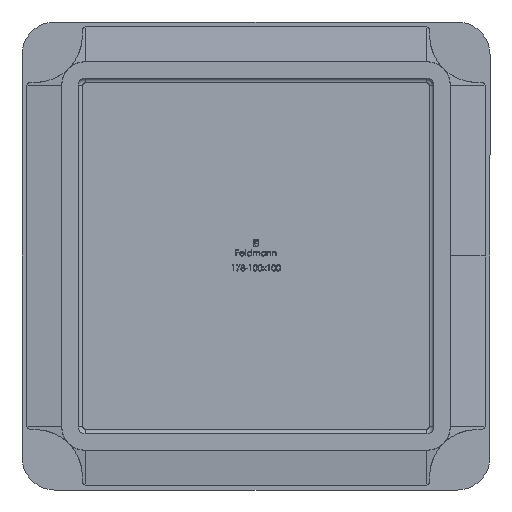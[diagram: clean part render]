
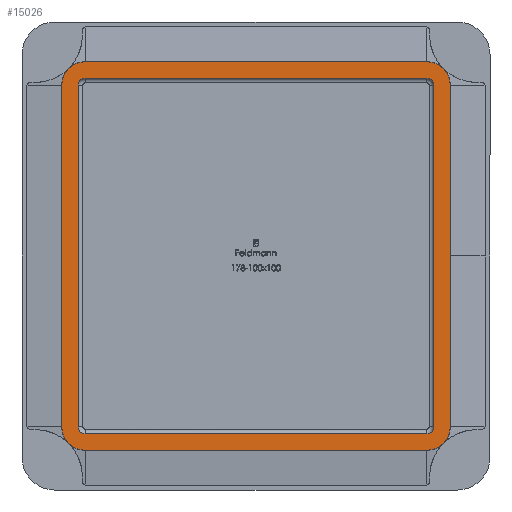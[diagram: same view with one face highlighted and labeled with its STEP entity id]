
A CAD part, front view. The second image highlights one B-rep face of the part: STEP entity #15026.
In plain terms, the highlighted planar face has unit normal (0, -1, 0).
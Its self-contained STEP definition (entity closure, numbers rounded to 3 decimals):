
#1 = LINE ( 'NONE', #11640, #21055 ) ;
#182 = DIRECTION ( 'NONE',  ( -1., 0., 0. ) ) ;
#362 = DIRECTION ( 'NONE',  ( 1., 0., 0. ) ) ;
#398 = AXIS2_PLACEMENT_3D ( 'NONE', #6346, #17958, #13027 ) ;
#602 = ORIENTED_EDGE ( 'NONE', *, *, #18896, .F. ) ;
#952 = EDGE_CURVE ( 'NONE', #10947, #3229, #15611, .T. ) ;
#996 = FACE_BOUND ( 'NONE', #17959, .T. ) ;
#1212 = CARTESIAN_POINT ( 'NONE',  ( -36.5, -24., 36.5 ) ) ;
#1254 = ORIENTED_EDGE ( 'NONE', *, *, #10908, .F. ) ;
#1307 = CIRCLE ( 'NONE', #18297, 5. ) ;
#1309 = EDGE_CURVE ( 'NONE', #7951, #6108, #1, .T. ) ;
#1859 = DIRECTION ( 'NONE',  ( 1., 0., 0. ) ) ;
#2112 = ORIENTED_EDGE ( 'NONE', *, *, #7993, .T. ) ;
#2187 = DIRECTION ( 'NONE',  ( 0., 0., 1. ) ) ;
#2280 = CARTESIAN_POINT ( 'NONE',  ( 38., -24., 36.5 ) ) ;
#2346 = VECTOR ( 'NONE', #11820, 1000. ) ;
#2365 = CARTESIAN_POINT ( 'NONE',  ( -38., -24., -36.5 ) ) ;
#2480 = VERTEX_POINT ( 'NONE', #20044 ) ;
#2594 = CARTESIAN_POINT ( 'NONE',  ( 36.5, -24., 38. ) ) ;
#2743 = CIRCLE ( 'NONE', #3916, 1.5 ) ;
#3129 = VECTOR ( 'NONE', #1859, 1000. ) ;
#3172 = ORIENTED_EDGE ( 'NONE', *, *, #5044, .F. ) ;
#3229 = VERTEX_POINT ( 'NONE', #2365 ) ;
#3328 = CIRCLE ( 'NONE', #5290, 5. ) ;
#3700 = DIRECTION ( 'NONE',  ( 0., -1., 0. ) ) ;
#3916 = AXIS2_PLACEMENT_3D ( 'NONE', #13944, #3700, #15528 ) ;
#4450 = LINE ( 'NONE', #21551, #3129 ) ;
#4453 = ORIENTED_EDGE ( 'NONE', *, *, #4950, .T. ) ;
#4460 = CARTESIAN_POINT ( 'NONE',  ( -36.5, -24., 41.5 ) ) ;
#4786 = EDGE_CURVE ( 'NONE', #6476, #10278, #16462, .T. ) ;
#4950 = EDGE_CURVE ( 'NONE', #2480, #17747, #10972, .T. ) ;
#5044 = EDGE_CURVE ( 'NONE', #20539, #6476, #7619, .T. ) ;
#5089 = CARTESIAN_POINT ( 'NONE',  ( -36.5, -24., -41.5 ) ) ;
#5290 = AXIS2_PLACEMENT_3D ( 'NONE', #6142, #12824, #6203 ) ;
#5642 = CARTESIAN_POINT ( 'NONE',  ( -36.5, -24., -41.5 ) ) ;
#5738 = ORIENTED_EDGE ( 'NONE', *, *, #1309, .F. ) ;
#5752 = DIRECTION ( 'NONE',  ( 0., -1., 0. ) ) ;
#5984 = EDGE_CURVE ( 'NONE', #9655, #20525, #10436, .T. ) ;
#6108 = VERTEX_POINT ( 'NONE', #19250 ) ;
#6120 = LINE ( 'NONE', #5089, #16507 ) ;
#6142 = CARTESIAN_POINT ( 'NONE',  ( 36.5, -24., -36.5 ) ) ;
#6203 = DIRECTION ( 'NONE',  ( 0., 0., -1. ) ) ;
#6317 = CARTESIAN_POINT ( 'NONE',  ( 38., -24., 36.5 ) ) ;
#6346 = CARTESIAN_POINT ( 'NONE',  ( 36.5, -24., -36.5 ) ) ;
#6476 = VERTEX_POINT ( 'NONE', #8599 ) ;
#7257 = AXIS2_PLACEMENT_3D ( 'NONE', #15765, #15551, #17231 ) ;
#7263 = ORIENTED_EDGE ( 'NONE', *, *, #9115, .F. ) ;
#7443 = DIRECTION ( 'NONE',  ( 0., 0., 1. ) ) ;
#7619 = CIRCLE ( 'NONE', #398, 1.5 ) ;
#7923 = CARTESIAN_POINT ( 'NONE',  ( -41.5, -24., 36.5 ) ) ;
#7951 = VERTEX_POINT ( 'NONE', #2594 ) ;
#7993 = EDGE_CURVE ( 'NONE', #9701, #10547, #19758, .T. ) ;
#8069 = ORIENTED_EDGE ( 'NONE', *, *, #16740, .T. ) ;
#8173 = CARTESIAN_POINT ( 'NONE',  ( 41.5, -24., 36.5 ) ) ;
#8408 = VECTOR ( 'NONE', #12233, 1000. ) ;
#8599 = CARTESIAN_POINT ( 'NONE',  ( 38., -24., -36.5 ) ) ;
#8832 = CARTESIAN_POINT ( 'NONE',  ( 41.5, -24., 36.5 ) ) ;
#9115 = EDGE_CURVE ( 'NONE', #9176, #20539, #4450, .T. ) ;
#9176 = VERTEX_POINT ( 'NONE', #13365 ) ;
#9387 = EDGE_CURVE ( 'NONE', #20525, #2480, #1307, .T. ) ;
#9655 = VERTEX_POINT ( 'NONE', #13842 ) ;
#9667 = VECTOR ( 'NONE', #12104, 1000. ) ;
#9697 = CARTESIAN_POINT ( 'NONE',  ( -41.5, -24., 36.5 ) ) ;
#9701 = VERTEX_POINT ( 'NONE', #15505 ) ;
#9760 = AXIS2_PLACEMENT_3D ( 'NONE', #17084, #20423, #2187 ) ;
#9905 = CARTESIAN_POINT ( 'NONE',  ( 36.5, -24., -38. ) ) ;
#10278 = VERTEX_POINT ( 'NONE', #6317 ) ;
#10331 = EDGE_CURVE ( 'NONE', #12077, #9701, #10368, .T. ) ;
#10368 = LINE ( 'NONE', #7923, #21027 ) ;
#10436 = LINE ( 'NONE', #8832, #9667 ) ;
#10547 = VERTEX_POINT ( 'NONE', #5642 ) ;
#10632 = AXIS2_PLACEMENT_3D ( 'NONE', #1212, #17696, #20972 ) ;
#10869 = FACE_OUTER_BOUND ( 'NONE', #15577, .T. ) ;
#10908 = EDGE_CURVE ( 'NONE', #3229, #9176, #18675, .T. ) ;
#10947 = VERTEX_POINT ( 'NONE', #12516 ) ;
#10972 = LINE ( 'NONE', #4460, #19074 ) ;
#11197 = CARTESIAN_POINT ( 'NONE',  ( 36.5, -24., 36.5 ) ) ;
#11640 = CARTESIAN_POINT ( 'NONE',  ( -36.5, -24., 38. ) ) ;
#11820 = DIRECTION ( 'NONE',  ( 0., 0., -1. ) ) ;
#11886 = EDGE_CURVE ( 'NONE', #17747, #12077, #14251, .T. ) ;
#11975 = ORIENTED_EDGE ( 'NONE', *, *, #10331, .T. ) ;
#12077 = VERTEX_POINT ( 'NONE', #9697 ) ;
#12104 = DIRECTION ( 'NONE',  ( 0., 0., 1. ) ) ;
#12176 = AXIS2_PLACEMENT_3D ( 'NONE', #20941, #5752, #7443 ) ;
#12233 = DIRECTION ( 'NONE',  ( 0., 0., 1. ) ) ;
#12516 = CARTESIAN_POINT ( 'NONE',  ( -38., -24., 36.5 ) ) ;
#12824 = DIRECTION ( 'NONE',  ( 0., -1., 0. ) ) ;
#12957 = ORIENTED_EDGE ( 'NONE', *, *, #4786, .F. ) ;
#13027 = DIRECTION ( 'NONE',  ( 0., 0., -1. ) ) ;
#13365 = CARTESIAN_POINT ( 'NONE',  ( -36.5, -24., -38. ) ) ;
#13842 = CARTESIAN_POINT ( 'NONE',  ( 41.5, -24., -36.5 ) ) ;
#13944 = CARTESIAN_POINT ( 'NONE',  ( -36.5, -24., 36.5 ) ) ;
#13984 = ORIENTED_EDGE ( 'NONE', *, *, #5984, .T. ) ;
#14251 = CIRCLE ( 'NONE', #10632, 5. ) ;
#14279 = CARTESIAN_POINT ( 'NONE',  ( 36.5, -24., -41.5 ) ) ;
#14289 = DIRECTION ( 'NONE',  ( 0., -1., 0. ) ) ;
#14433 = DIRECTION ( 'NONE',  ( 0., 0., 1. ) ) ;
#14936 = CARTESIAN_POINT ( 'NONE',  ( -36.5, -24., 41.5 ) ) ;
#15026 = ADVANCED_FACE ( 'NONE', ( #10869, #996 ), #16637, .T. ) ;
#15505 = CARTESIAN_POINT ( 'NONE',  ( -41.5, -24., -36.5 ) ) ;
#15528 = DIRECTION ( 'NONE',  ( 0., 0., 1. ) ) ;
#15551 = DIRECTION ( 'NONE',  ( 0., -1., 0. ) ) ;
#15577 = EDGE_LOOP ( 'NONE', ( #8069, #13984, #19996, #4453, #16963, #11975, #2112, #21456 ) ) ;
#15611 = LINE ( 'NONE', #20173, #2346 ) ;
#15620 = ORIENTED_EDGE ( 'NONE', *, *, #18551, .F. ) ;
#15765 = CARTESIAN_POINT ( 'NONE',  ( 36.5, -24., 36.5 ) ) ;
#16234 = CIRCLE ( 'NONE', #7257, 1.5 ) ;
#16462 = LINE ( 'NONE', #2280, #8408 ) ;
#16507 = VECTOR ( 'NONE', #362, 1000. ) ;
#16637 = PLANE ( 'NONE',  #19992 ) ;
#16740 = EDGE_CURVE ( 'NONE', #18232, #9655, #3328, .T. ) ;
#16792 = CARTESIAN_POINT ( 'NONE',  ( 36.5, -24., -36.5 ) ) ;
#16963 = ORIENTED_EDGE ( 'NONE', *, *, #11886, .T. ) ;
#17084 = CARTESIAN_POINT ( 'NONE',  ( -36.5, -24., -36.5 ) ) ;
#17231 = DIRECTION ( 'NONE',  ( 0., 0., 1. ) ) ;
#17696 = DIRECTION ( 'NONE',  ( 0., -1., 0. ) ) ;
#17747 = VERTEX_POINT ( 'NONE', #14936 ) ;
#17886 = DIRECTION ( 'NONE',  ( -1., 0., 0. ) ) ;
#17958 = DIRECTION ( 'NONE',  ( 0., -1., 0. ) ) ;
#17959 = EDGE_LOOP ( 'NONE', ( #18368, #602, #5738, #15620, #12957, #3172, #7263, #1254 ) ) ;
#18232 = VERTEX_POINT ( 'NONE', #14279 ) ;
#18251 = DIRECTION ( 'NONE',  ( 0., -1., 0. ) ) ;
#18297 = AXIS2_PLACEMENT_3D ( 'NONE', #11197, #14289, #14433 ) ;
#18334 = DIRECTION ( 'NONE',  ( 0., 0., -1. ) ) ;
#18368 = ORIENTED_EDGE ( 'NONE', *, *, #952, .F. ) ;
#18551 = EDGE_CURVE ( 'NONE', #10278, #7951, #16234, .T. ) ;
#18675 = CIRCLE ( 'NONE', #12176, 1.5 ) ;
#18849 = EDGE_CURVE ( 'NONE', #10547, #18232, #6120, .T. ) ;
#18896 = EDGE_CURVE ( 'NONE', #6108, #10947, #2743, .T. ) ;
#19074 = VECTOR ( 'NONE', #17886, 1000. ) ;
#19250 = CARTESIAN_POINT ( 'NONE',  ( -36.5, -24., 38. ) ) ;
#19523 = DIRECTION ( 'NONE',  ( 0., 0., -1. ) ) ;
#19758 = CIRCLE ( 'NONE', #9760, 5. ) ;
#19992 = AXIS2_PLACEMENT_3D ( 'NONE', #16792, #18251, #18334 ) ;
#19996 = ORIENTED_EDGE ( 'NONE', *, *, #9387, .T. ) ;
#20044 = CARTESIAN_POINT ( 'NONE',  ( 36.5, -24., 41.5 ) ) ;
#20173 = CARTESIAN_POINT ( 'NONE',  ( -38., -24., 36.5 ) ) ;
#20423 = DIRECTION ( 'NONE',  ( 0., -1., 0. ) ) ;
#20525 = VERTEX_POINT ( 'NONE', #8173 ) ;
#20539 = VERTEX_POINT ( 'NONE', #9905 ) ;
#20941 = CARTESIAN_POINT ( 'NONE',  ( -36.5, -24., -36.5 ) ) ;
#20972 = DIRECTION ( 'NONE',  ( 0., 0., 1. ) ) ;
#21027 = VECTOR ( 'NONE', #19523, 1000. ) ;
#21055 = VECTOR ( 'NONE', #182, 1000. ) ;
#21456 = ORIENTED_EDGE ( 'NONE', *, *, #18849, .T. ) ;
#21551 = CARTESIAN_POINT ( 'NONE',  ( -36.5, -24., -38. ) ) ;
